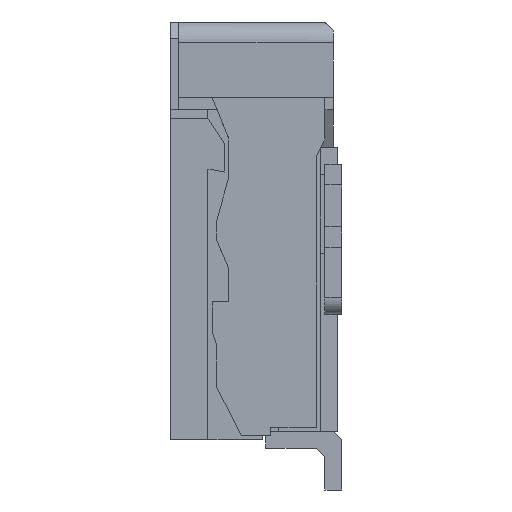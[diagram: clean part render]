
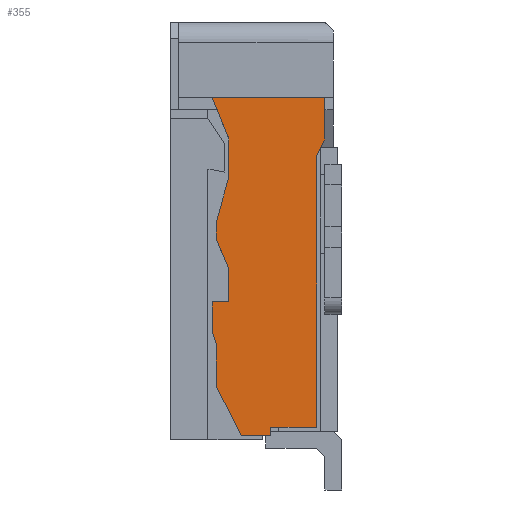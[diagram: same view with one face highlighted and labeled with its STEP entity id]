
A CAD part, left-side view. The second image highlights one B-rep face of the part: STEP entity #355.
In plain terms, the highlighted planar face has unit normal (-1, 0, 0).
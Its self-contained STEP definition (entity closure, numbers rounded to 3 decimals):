
#355=ADVANCED_FACE('',(#2679),#2680,.T.);
#2679=FACE_OUTER_BOUND('',#6895,.T.);
#2680=PLANE('',#6896);
#6895=EDGE_LOOP('',(#11885,#11886,#11887,#11888,#11889,#11890,#11891,#11892,#11893,#11894,#11895,#11896,#11897,#11898,#11899,#11900,#11901,#11902));
#6896=AXIS2_PLACEMENT_3D('',#11903,#11904,#11905);
#11885=ORIENTED_EDGE('',*,*,#31044,.T.);
#11886=ORIENTED_EDGE('',*,*,#31036,.T.);
#11887=ORIENTED_EDGE('',*,*,#31043,.T.);
#11888=ORIENTED_EDGE('',*,*,#31045,.F.);
#11889=ORIENTED_EDGE('',*,*,#30881,.F.);
#11890=ORIENTED_EDGE('',*,*,#31046,.T.);
#11891=ORIENTED_EDGE('',*,*,#31047,.T.);
#11892=ORIENTED_EDGE('',*,*,#31048,.T.);
#11893=ORIENTED_EDGE('',*,*,#31049,.T.);
#11894=ORIENTED_EDGE('',*,*,#31050,.T.);
#11895=ORIENTED_EDGE('',*,*,#31051,.T.);
#11896=ORIENTED_EDGE('',*,*,#31052,.T.);
#11897=ORIENTED_EDGE('',*,*,#31053,.F.);
#11898=ORIENTED_EDGE('',*,*,#31054,.T.);
#11899=ORIENTED_EDGE('',*,*,#31055,.T.);
#11900=ORIENTED_EDGE('',*,*,#31056,.T.);
#11901=ORIENTED_EDGE('',*,*,#30928,.T.);
#11902=ORIENTED_EDGE('',*,*,#31057,.T.);
#11903=CARTESIAN_POINT('',(-12.15,1.5,5.0));
#11904=DIRECTION('',(-1.0,0.0,0.0));
#11905=DIRECTION('',(0.0,0.0,1.0));
#30881=EDGE_CURVE('',#38049,#38051,#38052,.T.);
#30928=EDGE_CURVE('',#38138,#38139,#38140,.T.);
#31036=EDGE_CURVE('',#38322,#38323,#38324,.T.);
#31043=EDGE_CURVE('',#38323,#38333,#38335,.T.);
#31044=EDGE_CURVE('',#38336,#38322,#38337,.T.);
#31045=EDGE_CURVE('',#38051,#38333,#38338,.T.);
#31046=EDGE_CURVE('',#38049,#38339,#38340,.T.);
#31047=EDGE_CURVE('',#38339,#38341,#38342,.T.);
#31048=EDGE_CURVE('',#38341,#38343,#38344,.T.);
#31049=EDGE_CURVE('',#38343,#38345,#38346,.T.);
#31050=EDGE_CURVE('',#38345,#38347,#38348,.T.);
#31051=EDGE_CURVE('',#38347,#38349,#38350,.T.);
#31052=EDGE_CURVE('',#38349,#38351,#38352,.T.);
#31053=EDGE_CURVE('',#38353,#38351,#38354,.T.);
#31054=EDGE_CURVE('',#38353,#38355,#38356,.T.);
#31055=EDGE_CURVE('',#38355,#38357,#38358,.T.);
#31056=EDGE_CURVE('',#38357,#38138,#38359,.T.);
#31057=EDGE_CURVE('',#38139,#38336,#38360,.T.);
#38049=VERTEX_POINT('',#49242);
#38051=VERTEX_POINT('',#49245);
#38052=LINE('',#49246,#49247);
#38138=VERTEX_POINT('',#49379);
#38139=VERTEX_POINT('',#49380);
#38140=LINE('',#49381,#49382);
#38322=VERTEX_POINT('',#49669);
#38323=VERTEX_POINT('',#49670);
#38324=LINE('',#49671,#49672);
#38333=VERTEX_POINT('',#49686);
#38335=LINE('',#49689,#49690);
#38336=VERTEX_POINT('',#49691);
#38337=LINE('',#49692,#49693);
#38338=LINE('',#49694,#49695);
#38339=VERTEX_POINT('',#49696);
#38340=LINE('',#49697,#49698);
#38341=VERTEX_POINT('',#49699);
#38342=LINE('',#49700,#49701);
#38343=VERTEX_POINT('',#49702);
#38344=LINE('',#49703,#49704);
#38345=VERTEX_POINT('',#49705);
#38346=LINE('',#49706,#49707);
#38347=VERTEX_POINT('',#49708);
#38348=LINE('',#49709,#49710);
#38349=VERTEX_POINT('',#49711);
#38350=LINE('',#49712,#49713);
#38351=VERTEX_POINT('',#49714);
#38352=LINE('',#49715,#49716);
#38353=VERTEX_POINT('',#49717);
#38354=LINE('',#49718,#49719);
#38355=VERTEX_POINT('',#49720);
#38356=LINE('',#49721,#49722);
#38357=VERTEX_POINT('',#49723);
#38358=LINE('',#49724,#49725);
#38359=LINE('',#49726,#49727);
#38360=LINE('',#49728,#49729);
#49242=CARTESIAN_POINT('',(-12.15,1.5,4.1));
#49245=CARTESIAN_POINT('',(-12.15,0.15,4.1));
#49246=CARTESIAN_POINT('',(-12.15,1.5,4.1));
#49247=VECTOR('',#66164,1.35);
#49379=CARTESIAN_POINT('',(-12.15,1.15,0.05));
#49380=CARTESIAN_POINT('',(-12.15,0.8,0.05));
#49381=CARTESIAN_POINT('',(-12.15,1.15,0.05));
#49382=VECTOR('',#66211,0.35);
#49669=CARTESIAN_POINT('',(-12.15,0.25,0.15));
#49670=CARTESIAN_POINT('',(-12.15,0.25,3.4));
#49671=CARTESIAN_POINT('',(-12.15,0.25,0.15));
#49672=VECTOR('',#66328,3.25);
#49686=CARTESIAN_POINT('',(-12.15,0.15,3.6));
#49689=CARTESIAN_POINT('',(-12.15,0.25,3.4));
#49690=VECTOR('',#66335,0.224);
#49691=CARTESIAN_POINT('',(-12.15,0.8,0.15));
#49692=CARTESIAN_POINT('',(-12.15,0.8,0.15));
#49693=VECTOR('',#66336,0.55);
#49694=CARTESIAN_POINT('',(-12.15,0.15,4.1));
#49695=VECTOR('',#66337,0.5);
#49696=CARTESIAN_POINT('',(-12.15,1.3,3.6));
#49697=CARTESIAN_POINT('',(-12.15,1.5,4.1));
#49698=VECTOR('',#66338,0.539);
#49699=CARTESIAN_POINT('',(-12.15,1.3,3.15));
#49700=CARTESIAN_POINT('',(-12.15,1.3,3.6));
#49701=VECTOR('',#66339,0.45);
#49702=CARTESIAN_POINT('',(-12.15,1.45,2.6));
#49703=CARTESIAN_POINT('',(-12.15,1.3,3.15));
#49704=VECTOR('',#66340,0.57);
#49705=CARTESIAN_POINT('',(-12.15,1.45,2.4));
#49706=CARTESIAN_POINT('',(-12.15,1.45,2.6));
#49707=VECTOR('',#66341,0.2);
#49708=CARTESIAN_POINT('',(-12.15,1.3,2.05));
#49709=CARTESIAN_POINT('',(-12.15,1.45,2.4));
#49710=VECTOR('',#66342,0.381);
#49711=CARTESIAN_POINT('',(-12.15,1.3,1.65));
#49712=CARTESIAN_POINT('',(-12.15,1.3,2.05));
#49713=VECTOR('',#66343,0.4);
#49714=CARTESIAN_POINT('',(-12.15,1.5,1.65));
#49715=CARTESIAN_POINT('',(-12.15,1.3,1.65));
#49716=VECTOR('',#66344,0.2);
#49717=CARTESIAN_POINT('',(-12.15,1.5,1.3));
#49718=CARTESIAN_POINT('',(-12.15,1.5,1.3));
#49719=VECTOR('',#66345,0.35);
#49720=CARTESIAN_POINT('',(-12.15,1.45,1.15));
#49721=CARTESIAN_POINT('',(-12.15,1.5,1.3));
#49722=VECTOR('',#66346,0.158);
#49723=CARTESIAN_POINT('',(-12.15,1.45,0.64));
#49724=CARTESIAN_POINT('',(-12.15,1.45,1.15));
#49725=VECTOR('',#66347,0.51);
#49726=CARTESIAN_POINT('',(-12.15,1.45,0.64));
#49727=VECTOR('',#66348,0.662);
#49728=CARTESIAN_POINT('',(-12.15,0.8,0.05));
#49729=VECTOR('',#66349,0.1);
#66164=DIRECTION('',(0.0,-1.0,0.0));
#66211=DIRECTION('',(0.0,-1.0,0.0));
#66328=DIRECTION('',(0.0,0.0,1.0));
#66335=DIRECTION('',(0.0,-0.447,0.894));
#66336=DIRECTION('',(0.0,-1.0,0.0));
#66337=DIRECTION('',(0.0,0.0,-1.0));
#66338=DIRECTION('',(0.0,-0.371,-0.928));
#66339=DIRECTION('',(0.0,0.0,-1.0));
#66340=DIRECTION('',(0.0,0.263,-0.965));
#66341=DIRECTION('',(0.0,0.0,-1.0));
#66342=DIRECTION('',(0.0,-0.394,-0.919));
#66343=DIRECTION('',(0.0,0.0,-1.0));
#66344=DIRECTION('',(0.0,1.0,0.0));
#66345=DIRECTION('',(0.0,0.0,1.0));
#66346=DIRECTION('',(0.0,-0.316,-0.949));
#66347=DIRECTION('',(0.0,0.0,-1.0));
#66348=DIRECTION('',(0.0,-0.453,-0.891));
#66349=DIRECTION('',(0.0,0.0,1.0));
